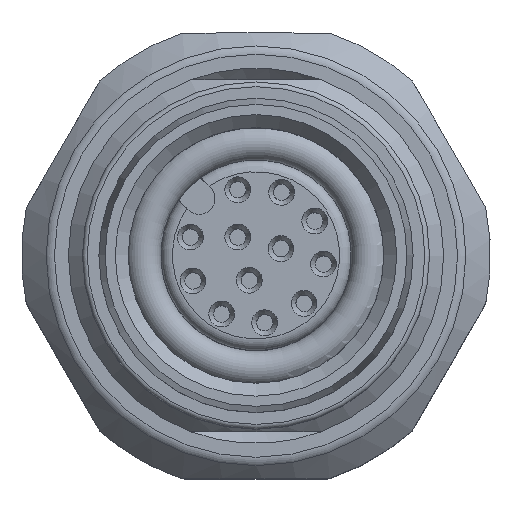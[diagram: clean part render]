
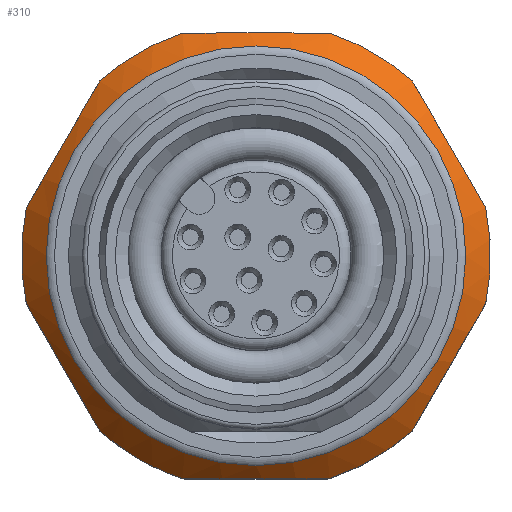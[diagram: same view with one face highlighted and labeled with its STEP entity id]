
A CAD part, top view. The second image highlights one B-rep face of the part: STEP entity #310.
In plain terms, the highlighted conical face has half-angle 45 degrees and reference radius 10 mm.
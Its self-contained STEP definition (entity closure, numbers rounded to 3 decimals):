
#52=CONICAL_SURFACE('',#2502,10.,45.);
#95=B_SPLINE_CURVE_WITH_KNOTS('',3,(#3700,#3701,#3702,#3703),
 .UNSPECIFIED.,.F.,.F.,(4,4),(0.,1.),.UNSPECIFIED.);
#96=B_SPLINE_CURVE_WITH_KNOTS('',3,(#3715,#3716,#3717,#3718),
 .UNSPECIFIED.,.F.,.F.,(4,4),(0.,1.),.UNSPECIFIED.);
#97=B_SPLINE_CURVE_WITH_KNOTS('',3,(#3730,#3731,#3732,#3733),
 .UNSPECIFIED.,.F.,.F.,(4,4),(0.,1.),.UNSPECIFIED.);
#98=B_SPLINE_CURVE_WITH_KNOTS('',3,(#3745,#3746,#3747,#3748),
 .UNSPECIFIED.,.F.,.F.,(4,4),(0.,1.),.UNSPECIFIED.);
#99=B_SPLINE_CURVE_WITH_KNOTS('',3,(#3760,#3761,#3762,#3763),
 .UNSPECIFIED.,.F.,.F.,(4,4),(0.,1.),.UNSPECIFIED.);
#100=B_SPLINE_CURVE_WITH_KNOTS('',3,(#3775,#3776,#3777,#3778),
 .UNSPECIFIED.,.F.,.F.,(4,4),(0.,1.),.UNSPECIFIED.);
#310=ADVANCED_FACE('',(#552,#553),#52,.T.);
#552=FACE_BOUND('',#792,.T.);
#553=FACE_BOUND('',#793,.T.);
#792=EDGE_LOOP('',(#1308));
#793=EDGE_LOOP('',(#1309,#1310,#1311,#1312,#1313,#1314,#1315,#1316,#1317,
#1318,#1319,#1320));
#1308=ORIENTED_EDGE('',*,*,#2044,.T.);
#1309=ORIENTED_EDGE('',*,*,#2006,.T.);
#1310=ORIENTED_EDGE('',*,*,#2009,.F.);
#1311=ORIENTED_EDGE('',*,*,#2012,.T.);
#1312=ORIENTED_EDGE('',*,*,#2015,.F.);
#1313=ORIENTED_EDGE('',*,*,#2018,.T.);
#1314=ORIENTED_EDGE('',*,*,#2021,.F.);
#1315=ORIENTED_EDGE('',*,*,#2024,.T.);
#1316=ORIENTED_EDGE('',*,*,#2027,.F.);
#1317=ORIENTED_EDGE('',*,*,#2030,.T.);
#1318=ORIENTED_EDGE('',*,*,#2033,.F.);
#1319=ORIENTED_EDGE('',*,*,#2036,.T.);
#1320=ORIENTED_EDGE('',*,*,#2002,.F.);
#1773=VERTEX_POINT('',#3692);
#1774=VERTEX_POINT('',#3693);
#1777=VERTEX_POINT('',#3704);
#1779=VERTEX_POINT('',#3710);
#1781=VERTEX_POINT('',#3719);
#1783=VERTEX_POINT('',#3725);
#1785=VERTEX_POINT('',#3734);
#1787=VERTEX_POINT('',#3740);
#1789=VERTEX_POINT('',#3749);
#1791=VERTEX_POINT('',#3755);
#1793=VERTEX_POINT('',#3764);
#1795=VERTEX_POINT('',#3770);
#1800=VERTEX_POINT('',#3800);
#2002=EDGE_CURVE('',#1773,#1774,#2269,.T.);
#2006=EDGE_CURVE('',#1773,#1777,#95,.T.);
#2009=EDGE_CURVE('',#1779,#1777,#2271,.T.);
#2012=EDGE_CURVE('',#1779,#1781,#96,.T.);
#2015=EDGE_CURVE('',#1783,#1781,#2273,.T.);
#2018=EDGE_CURVE('',#1783,#1785,#97,.T.);
#2021=EDGE_CURVE('',#1787,#1785,#2275,.T.);
#2024=EDGE_CURVE('',#1787,#1789,#98,.T.);
#2027=EDGE_CURVE('',#1791,#1789,#2277,.T.);
#2030=EDGE_CURVE('',#1791,#1793,#99,.T.);
#2033=EDGE_CURVE('',#1795,#1793,#2279,.T.);
#2036=EDGE_CURVE('',#1795,#1774,#100,.T.);
#2044=EDGE_CURVE('',#1800,#1800,#2286,.T.);
#2269=CIRCLE('',#2468,10.);
#2271=CIRCLE('',#2472,10.);
#2273=CIRCLE('',#2476,10.);
#2275=CIRCLE('',#2480,10.);
#2277=CIRCLE('',#2484,10.);
#2279=CIRCLE('',#2488,10.);
#2286=CIRCLE('',#2501,8.946);
#2468=AXIS2_PLACEMENT_3D('',#3691,#2888,#2889);
#2472=AXIS2_PLACEMENT_3D('',#3709,#2900,#2901);
#2476=AXIS2_PLACEMENT_3D('',#3724,#2911,#2912);
#2480=AXIS2_PLACEMENT_3D('',#3739,#2922,#2923);
#2484=AXIS2_PLACEMENT_3D('',#3754,#2933,#2934);
#2488=AXIS2_PLACEMENT_3D('',#3769,#2944,#2945);
#2501=AXIS2_PLACEMENT_3D('',#3799,#2972,#2973);
#2502=AXIS2_PLACEMENT_3D('',#3801,#2974,#2975);
#2888=DIRECTION('',(0.,0.,-1.));
#2889=DIRECTION('',(0.5,0.866,0.));
#2900=DIRECTION('',(0.,0.,-1.));
#2901=DIRECTION('',(0.5,0.866,0.));
#2911=DIRECTION('',(0.,0.,-1.));
#2912=DIRECTION('',(0.5,0.866,0.));
#2922=DIRECTION('',(0.,0.,-1.));
#2923=DIRECTION('',(0.5,0.866,0.));
#2933=DIRECTION('',(0.,0.,-1.));
#2934=DIRECTION('',(0.5,0.866,0.));
#2944=DIRECTION('',(0.,0.,-1.));
#2945=DIRECTION('',(0.5,0.866,0.));
#2972=DIRECTION('',(0.,0.,-1.));
#2973=DIRECTION('',(-0.5,-0.866,0.));
#2974=DIRECTION('',(0.,0.,-1.));
#2975=DIRECTION('',(-0.5,-0.866,0.));
#3691=CARTESIAN_POINT('',(0.,0.,8.35));
#3692=CARTESIAN_POINT('',(6.666,-7.454,8.35));
#3693=CARTESIAN_POINT('',(3.122,-9.5,8.35));
#3700=CARTESIAN_POINT('',(6.666,-7.454,8.35));
#3701=CARTESIAN_POINT('',(7.683,-5.692,8.985));
#3702=CARTESIAN_POINT('',(8.772,-3.806,8.985));
#3703=CARTESIAN_POINT('',(9.788,-2.046,8.35));
#3704=CARTESIAN_POINT('',(9.788,-2.046,8.35));
#3709=CARTESIAN_POINT('',(0.,0.,8.35));
#3710=CARTESIAN_POINT('',(9.788,2.046,8.35));
#3715=CARTESIAN_POINT('',(9.788,2.046,8.35));
#3716=CARTESIAN_POINT('',(8.771,3.808,8.985));
#3717=CARTESIAN_POINT('',(7.682,5.694,8.985));
#3718=CARTESIAN_POINT('',(6.666,7.454,8.35));
#3719=CARTESIAN_POINT('',(6.666,7.454,8.35));
#3724=CARTESIAN_POINT('',(0.,0.,8.35));
#3725=CARTESIAN_POINT('',(3.122,9.5,8.35));
#3730=CARTESIAN_POINT('',(3.122,9.5,8.35));
#3731=CARTESIAN_POINT('',(1.088,9.5,8.985));
#3732=CARTESIAN_POINT('',(-1.09,9.5,8.985));
#3733=CARTESIAN_POINT('',(-3.122,9.5,8.35));
#3734=CARTESIAN_POINT('',(-3.122,9.5,8.35));
#3739=CARTESIAN_POINT('',(0.,0.,8.35));
#3740=CARTESIAN_POINT('',(-6.666,7.454,8.35));
#3745=CARTESIAN_POINT('',(-6.666,7.454,8.35));
#3746=CARTESIAN_POINT('',(-7.683,5.692,8.985));
#3747=CARTESIAN_POINT('',(-8.772,3.806,8.985));
#3748=CARTESIAN_POINT('',(-9.788,2.046,8.35));
#3749=CARTESIAN_POINT('',(-9.788,2.046,8.35));
#3754=CARTESIAN_POINT('',(0.,0.,8.35));
#3755=CARTESIAN_POINT('',(-9.788,-2.046,8.35));
#3760=CARTESIAN_POINT('',(-9.788,-2.046,8.35));
#3761=CARTESIAN_POINT('',(-8.771,-3.808,8.985));
#3762=CARTESIAN_POINT('',(-7.682,-5.694,8.985));
#3763=CARTESIAN_POINT('',(-6.666,-7.454,8.35));
#3764=CARTESIAN_POINT('',(-6.666,-7.454,8.35));
#3769=CARTESIAN_POINT('',(0.,0.,8.35));
#3770=CARTESIAN_POINT('',(-3.122,-9.5,8.35));
#3775=CARTESIAN_POINT('',(-3.122,-9.5,8.35));
#3776=CARTESIAN_POINT('',(-1.088,-9.5,8.985));
#3777=CARTESIAN_POINT('',(1.09,-9.5,8.985));
#3778=CARTESIAN_POINT('',(3.122,-9.5,8.35));
#3799=CARTESIAN_POINT('',(0.,0.,9.404));
#3800=CARTESIAN_POINT('',(-4.473,-7.748,9.404));
#3801=CARTESIAN_POINT('',(0.,0.,8.35));
